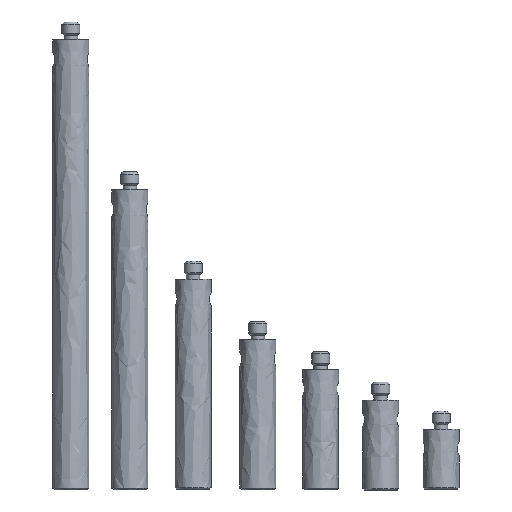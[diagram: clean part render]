
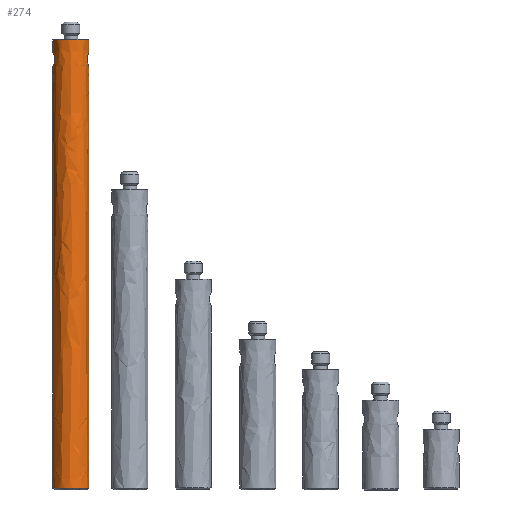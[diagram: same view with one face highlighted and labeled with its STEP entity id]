
A CAD part, front view. The second image highlights one B-rep face of the part: STEP entity #274.
In plain terms, the highlighted free-form (B-spline) face has degree [2, 1] with [5, 2] control points.
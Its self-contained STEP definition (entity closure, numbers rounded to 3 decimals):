
#274=ADVANCED_FACE('',(#491),#3222,.T.);
#491=FACE_OUTER_BOUND('',#736,.T.);
#736=EDGE_LOOP('',(#1710,#1711,#1712,#1713,#1714,#1715,#1716,#1717,#1718,
#1719,#1720));
#1710=ORIENTED_EDGE('',*,*,#2167,.T.);
#1711=ORIENTED_EDGE('',*,*,#2172,.T.);
#1712=ORIENTED_EDGE('',*,*,#2170,.T.);
#1713=ORIENTED_EDGE('',*,*,#2227,.T.);
#1714=ORIENTED_EDGE('',*,*,#2171,.T.);
#1715=ORIENTED_EDGE('',*,*,#2168,.T.);
#1716=ORIENTED_EDGE('',*,*,#2223,.F.);
#1717=ORIENTED_EDGE('',*,*,#2219,.F.);
#1718=ORIENTED_EDGE('',*,*,#2161,.F.);
#1719=ORIENTED_EDGE('',*,*,#2224,.F.);
#1720=ORIENTED_EDGE('',*,*,#2222,.F.);
#2161=EDGE_CURVE('',#2993,#3030,#2686,.T.);
#2167=EDGE_CURVE('',#2999,#2998,#2400,.T.);
#2168=EDGE_CURVE('',#3000,#3001,#2401,.T.);
#2170=EDGE_CURVE('',#3004,#3034,#2691,.T.);
#2171=EDGE_CURVE('',#3002,#3000,#2692,.T.);
#2172=EDGE_CURVE('',#2998,#3004,#2693,.T.);
#2219=EDGE_CURVE('',#3030,#3033,#2716,.T.);
#2222=EDGE_CURVE('',#2999,#3032,#2719,.T.);
#2223=EDGE_CURVE('',#3033,#3001,#2720,.T.);
#2224=EDGE_CURVE('',#3032,#2993,#2721,.T.);
#2227=EDGE_CURVE('',#3034,#3002,#2724,.T.);
#2400=(
BOUNDED_CURVE()
B_SPLINE_CURVE(2,(#9536,#9537,#9538,#9539,#9540),.UNSPECIFIED.,.F.,.F.)
B_SPLINE_CURVE_WITH_KNOTS((3,2,3),(-18.85,-9.425,
0.),.UNSPECIFIED.)
CURVE()
GEOMETRIC_REPRESENTATION_ITEM()
RATIONAL_B_SPLINE_CURVE((1.,0.707,1.,0.707,1.))
REPRESENTATION_ITEM('')
);
#2401=(
BOUNDED_CURVE()
B_SPLINE_CURVE(2,(#9541,#9542,#9543,#9544,#9545),.UNSPECIFIED.,.F.,.F.)
B_SPLINE_CURVE_WITH_KNOTS((3,2,3),(-37.699,-28.274,
-18.85),.UNSPECIFIED.)
CURVE()
GEOMETRIC_REPRESENTATION_ITEM()
RATIONAL_B_SPLINE_CURVE((1.,0.707,1.,0.707,1.))
REPRESENTATION_ITEM('')
);
#2686=B_SPLINE_CURVE_WITH_KNOTS('',3,(#9496,#9497,#9498,#9499),
 .UNSPECIFIED.,.F.,.F.,(4,4),(-0.749,-0.731),
 .UNSPECIFIED.);
#2691=B_SPLINE_CURVE_WITH_KNOTS('',3,(#9551,#9552,#9553,#9554,#9555,#9556,
#9557,#9558,#9559,#9560,#9561,#9562),.UNSPECIFIED.,.F.,.F.,(4,2,2,2,2,4),
(0.375,0.398,0.422,0.469,
0.562,0.723),.UNSPECIFIED.);
#2692=B_SPLINE_CURVE_WITH_KNOTS('',1,(#9563,#9564),.UNSPECIFIED.,.F.,.F.,
(2,2),(23.938,164.57),.UNSPECIFIED.);
#2693=B_SPLINE_CURVE_WITH_KNOTS('',1,(#9565,#9566),.UNSPECIFIED.,.F.,.F.,
(2,2),(15.07,19.208),.UNSPECIFIED.);
#2716=B_SPLINE_CURVE_WITH_KNOTS('',3,(#9770,#9771,#9772,#9773,#9774,#9775),
 .UNSPECIFIED.,.F.,.F.,(4,1,1,4),(-0.731,-0.642,
-0.428,-0.375),.UNSPECIFIED.);
#2719=B_SPLINE_CURVE_WITH_KNOTS('',1,(#9783,#9784),.UNSPECIFIED.,.F.,.F.,
(2,2),(15.07,19.208),.UNSPECIFIED.);
#2720=B_SPLINE_CURVE_WITH_KNOTS('',1,(#9785,#9786),.UNSPECIFIED.,.F.,.F.,
(2,2),(23.937,164.57),.UNSPECIFIED.);
#2721=B_SPLINE_CURVE_WITH_KNOTS('',3,(#9787,#9788,#9789,#9790,#9791,#9792,
#9793),.UNSPECIFIED.,.F.,.F.,(4,1,1,1,4),(-1.124,-1.07,
-0.856,-0.785,-0.749),.UNSPECIFIED.);
#2724=B_SPLINE_CURVE_WITH_KNOTS('',3,(#9808,#9809,#9810,#9811,#9812,#9813,
#9814,#9815,#9816,#9817,#9818,#9819,#9820,#9821),.UNSPECIFIED.,.F.,.F.,
(4,2,2,2,2,2,4),(0.723,0.75,0.937,
1.03,1.077,1.101,1.124),
 .UNSPECIFIED.);
#2993=VERTEX_POINT('',#9443);
#2998=VERTEX_POINT('',#9448);
#2999=VERTEX_POINT('',#9449);
#3000=VERTEX_POINT('',#9450);
#3001=VERTEX_POINT('',#9451);
#3002=VERTEX_POINT('',#9452);
#3004=VERTEX_POINT('',#9454);
#3030=VERTEX_POINT('',#9480);
#3032=VERTEX_POINT('',#9482);
#3033=VERTEX_POINT('',#9483);
#3034=VERTEX_POINT('',#9484);
#3222=(
BOUNDED_SURFACE()
B_SPLINE_SURFACE(2,1,((#9364,#9365),(#9366,#9367),(#9368,#9369),(#9370,
#9371),(#9372,#9373)),.UNSPECIFIED.,.F.,.F.,.F.)
B_SPLINE_SURFACE_WITH_KNOTS((3,2,3),(2,2),(3.142,4.712,
6.283),(0.,179.64),.UNSPECIFIED.)
GEOMETRIC_REPRESENTATION_ITEM()
RATIONAL_B_SPLINE_SURFACE(((1.,1.),(0.707,0.707),
(1.,1.),(0.707,0.707),(1.,1.)))
REPRESENTATION_ITEM('')
SURFACE()
);
#9364=CARTESIAN_POINT('',(-54.795,0.,165.181));
#9365=CARTESIAN_POINT('',(-54.795,0.,-14.459));
#9366=CARTESIAN_POINT('',(-54.795,-6.,165.181));
#9367=CARTESIAN_POINT('',(-54.795,-6.,-14.459));
#9368=CARTESIAN_POINT('',(-60.795,-6.,165.181));
#9369=CARTESIAN_POINT('',(-60.795,-6.,-14.459));
#9370=CARTESIAN_POINT('',(-66.795,-6.,165.181));
#9371=CARTESIAN_POINT('',(-66.795,-6.,-14.459));
#9372=CARTESIAN_POINT('',(-66.795,0.,165.181));
#9373=CARTESIAN_POINT('',(-66.795,0.,-14.459));
#9443=CARTESIAN_POINT('',(-55.426,-2.679,143.608));
#9448=CARTESIAN_POINT('',(-66.795,0.,150.111));
#9449=CARTESIAN_POINT('',(-54.795,0.,150.111));
#9450=CARTESIAN_POINT('',(-66.795,0.,0.611));
#9451=CARTESIAN_POINT('',(-54.795,0.,0.611));
#9452=CARTESIAN_POINT('',(-66.795,0.,141.243));
#9454=CARTESIAN_POINT('',(-66.795,0.,145.973));
#9480=CARTESIAN_POINT('',(-55.422,-2.671,143.428));
#9482=CARTESIAN_POINT('',(-54.794,0.,145.973));
#9483=CARTESIAN_POINT('',(-54.795,0.,141.245));
#9484=CARTESIAN_POINT('',(-66.168,-2.671,143.788));
#9496=CARTESIAN_POINT('',(-55.426,-2.679,143.608));
#9497=CARTESIAN_POINT('',(-55.426,-2.679,143.548));
#9498=CARTESIAN_POINT('',(-55.425,-2.676,143.488));
#9499=CARTESIAN_POINT('',(-55.422,-2.671,143.428));
#9536=CARTESIAN_POINT('',(-54.795,0.,150.111));
#9537=CARTESIAN_POINT('',(-54.795,-6.,150.111));
#9538=CARTESIAN_POINT('',(-60.795,-6.,150.111));
#9539=CARTESIAN_POINT('',(-66.795,-6.,150.111));
#9540=CARTESIAN_POINT('',(-66.795,0.,150.111));
#9541=CARTESIAN_POINT('',(-66.795,0.,0.611));
#9542=CARTESIAN_POINT('',(-66.795,-6.,0.611));
#9543=CARTESIAN_POINT('',(-60.795,-6.,0.611));
#9544=CARTESIAN_POINT('',(-54.795,-6.,0.611));
#9545=CARTESIAN_POINT('',(-54.795,0.,0.611));
#9551=CARTESIAN_POINT('',(-66.795,0.,145.973));
#9552=CARTESIAN_POINT('',(-66.795,-0.347,145.971));
#9553=CARTESIAN_POINT('',(-66.773,-0.54,145.93));
#9554=CARTESIAN_POINT('',(-66.731,-0.893,145.846));
#9555=CARTESIAN_POINT('',(-66.709,-1.019,145.798));
#9556=CARTESIAN_POINT('',(-66.641,-1.369,145.654));
#9557=CARTESIAN_POINT('',(-66.598,-1.532,145.554));
#9558=CARTESIAN_POINT('',(-66.474,-1.959,145.252));
#9559=CARTESIAN_POINT('',(-66.401,-2.144,145.048));
#9560=CARTESIAN_POINT('',(-66.243,-2.527,144.494));
#9561=CARTESIAN_POINT('',(-66.183,-2.643,144.141));
#9562=CARTESIAN_POINT('',(-66.168,-2.671,143.788));
#9563=CARTESIAN_POINT('',(-66.795,0.,141.243));
#9564=CARTESIAN_POINT('',(-66.795,0.,0.611));
#9565=CARTESIAN_POINT('',(-66.795,0.,150.111));
#9566=CARTESIAN_POINT('',(-66.795,0.,145.973));
#9770=CARTESIAN_POINT('',(-55.422,-2.671,143.428));
#9771=CARTESIAN_POINT('',(-55.409,-2.646,143.13));
#9772=CARTESIAN_POINT('',(-55.249,-2.34,142.139));
#9773=CARTESIAN_POINT('',(-54.841,-1.224,141.343));
#9774=CARTESIAN_POINT('',(-54.794,-0.204,141.245));
#9775=CARTESIAN_POINT('',(-54.795,0.,141.245));
#9783=CARTESIAN_POINT('',(-54.795,0.,150.111));
#9784=CARTESIAN_POINT('',(-54.795,0.,145.973));
#9785=CARTESIAN_POINT('',(-54.795,0.,141.245));
#9786=CARTESIAN_POINT('',(-54.795,0.,0.611));
#9787=CARTESIAN_POINT('',(-54.794,0.,145.973));
#9788=CARTESIAN_POINT('',(-54.794,-0.204,145.973));
#9789=CARTESIAN_POINT('',(-54.843,-1.22,145.872));
#9790=CARTESIAN_POINT('',(-55.228,-2.285,145.117));
#9791=CARTESIAN_POINT('',(-55.41,-2.648,144.088));
#9792=CARTESIAN_POINT('',(-55.426,-2.679,143.728));
#9793=CARTESIAN_POINT('',(-55.426,-2.679,143.608));
#9808=CARTESIAN_POINT('',(-66.168,-2.671,143.788));
#9809=CARTESIAN_POINT('',(-66.165,-2.676,143.728));
#9810=CARTESIAN_POINT('',(-66.164,-2.678,143.668));
#9811=CARTESIAN_POINT('',(-66.164,-2.678,143.195));
#9812=CARTESIAN_POINT('',(-66.226,-2.569,142.782));
#9813=CARTESIAN_POINT('',(-66.401,-2.143,142.169));
#9814=CARTESIAN_POINT('',(-66.474,-1.957,141.964));
#9815=CARTESIAN_POINT('',(-66.598,-1.531,141.663));
#9816=CARTESIAN_POINT('',(-66.641,-1.368,141.564));
#9817=CARTESIAN_POINT('',(-66.708,-1.023,141.421));
#9818=CARTESIAN_POINT('',(-66.729,-0.899,141.374));
#9819=CARTESIAN_POINT('',(-66.771,-0.556,141.289));
#9820=CARTESIAN_POINT('',(-66.795,-0.327,141.244));
#9821=CARTESIAN_POINT('',(-66.795,0.,141.243));
